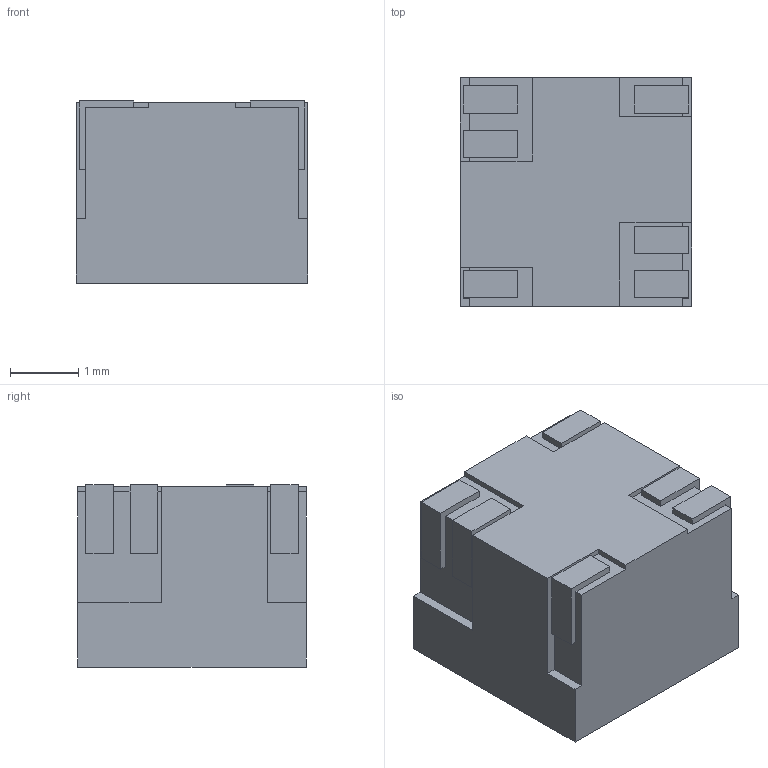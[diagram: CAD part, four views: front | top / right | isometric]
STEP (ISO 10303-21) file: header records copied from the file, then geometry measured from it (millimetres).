
FILE_DESCRIPTION (( 'STEP AP203' ), '1' );
FILE_NAME ('ALT3232M-151 Block model (typ size).STEP', '2018-07-10T06:42:41', ( '' ), ( '' ), 'SwSTEP 2.0', 'SolidWorks 2018', '' );
FILE_SCHEMA (( 'CONFIG_CONTROL_DESIGN' ));
Length unit declared in the file: millimetre
Products named in the file (3): ALT3232M-151 Block model (typ size); ALT3232M-151 DR僐傾僽儘僢僋(typ size); ALT3232M-151 端子ブロック(typ size)
Assembly tree (7 placements, depth 2):
  ALT3232M-151 Block model (typ size)
    ALT3232M-151 DR僐傾僽儘僢僋(typ size)
    ALT3232M-151 端子ブロック(typ size)  x6
Bounding box: 3.38 x 3.34 x 2.66 mm (x, y, z)
Volume: 29.1 mm3; surface area: 68.7 mm2
Topology: 7 solids, 7 shells, 74 faces, 180 edges, 120 vertices
Faces by surface type: plane 74
Entity records: 1499 total; most frequent: CARTESIAN_POINT 194, ORIENTED_EDGE 180, DIRECTION 178, EDGE_CURVE 90, LINE 90, VECTOR 90, VERTEX_POINT 60, AXIS2_PLACEMENT_3D 44
